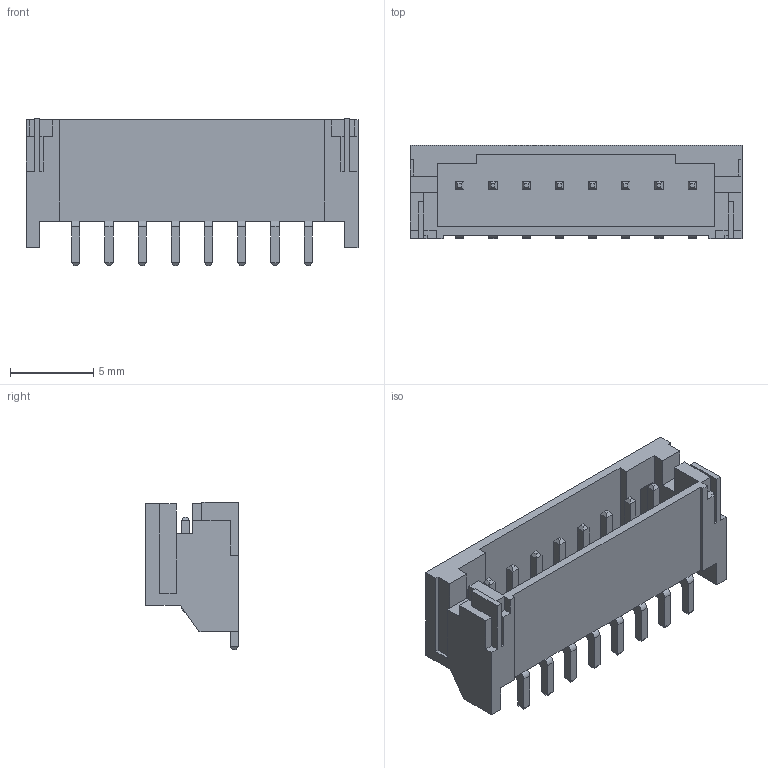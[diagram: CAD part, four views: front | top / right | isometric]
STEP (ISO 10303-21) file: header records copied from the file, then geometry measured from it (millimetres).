
FILE_DESCRIPTION (( 'STEP AP214' ), '1' );
FILE_NAME ('NXW_08.STEP', '2021-02-15T15:32:43', ( '' ), ( '' ), 'SwSTEP 2.0', 'SolidWorks 2020', '' );
FILE_SCHEMA (( 'AUTOMOTIVE_DESIGN' ));
Length unit declared in the file: millimetre
Products named in the file (1): NXW_08
Bounding box: 20 x 5.6 x 8.9 mm (x, y, z)
Volume: 299.1 mm3; surface area: 956.4 mm2
Topology: 1 solids, 1 shells, 285 faces, 762 edges, 468 vertices
Faces by surface type: plane 261, cylinder 24
Entity records: 10770 total; most frequent: ORIENTED_EDGE 1524, CARTESIAN_POINT 1516, DIRECTION 1382, EDGE_CURVE 762, VECTOR 714, LINE 714, VERTEX_POINT 468, AXIS2_PLACEMENT_3D 334
